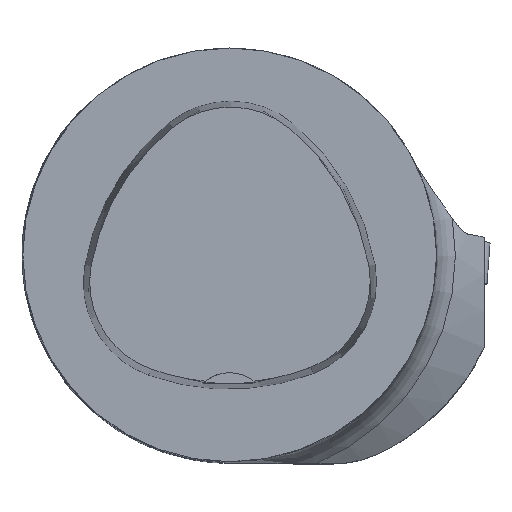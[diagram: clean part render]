
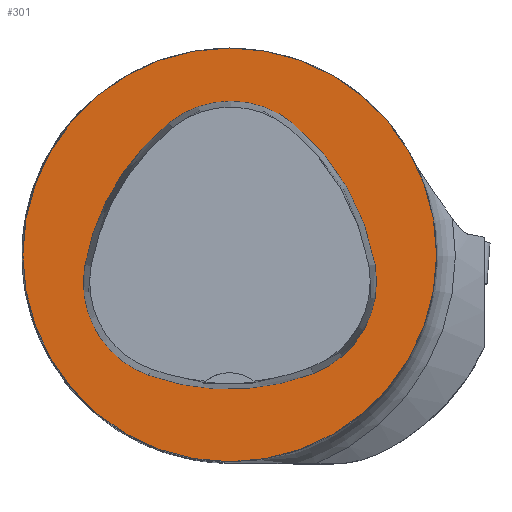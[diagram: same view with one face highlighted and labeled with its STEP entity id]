
A CAD part, top view. The second image highlights one B-rep face of the part: STEP entity #301.
In plain terms, the highlighted planar face has unit normal (0, 0, 1).
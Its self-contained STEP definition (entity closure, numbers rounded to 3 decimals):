
#140=PLANE('',#1812);
#301=ADVANCED_FACE('',(#365,#366),#140,.T.);
#365=FACE_BOUND('',#441,.T.);
#366=FACE_BOUND('',#442,.T.);
#441=EDGE_LOOP('',(#1080,#1081,#1082,#1083,#1084,#1085));
#442=EDGE_LOOP('',(#1086));
#1080=ORIENTED_EDGE('',*,*,#1505,.T.);
#1081=ORIENTED_EDGE('',*,*,#1485,.T.);
#1082=ORIENTED_EDGE('',*,*,#1489,.T.);
#1083=ORIENTED_EDGE('',*,*,#1492,.T.);
#1084=ORIENTED_EDGE('',*,*,#1495,.T.);
#1085=ORIENTED_EDGE('',*,*,#1503,.T.);
#1086=ORIENTED_EDGE('',*,*,#1337,.F.);
#1191=VERTEX_POINT('',#2375);
#1289=VERTEX_POINT('',#2788);
#1290=VERTEX_POINT('',#2789);
#1293=VERTEX_POINT('',#2797);
#1295=VERTEX_POINT('',#2803);
#1297=VERTEX_POINT('',#2809);
#1304=VERTEX_POINT('',#2830);
#1337=EDGE_CURVE('',#1191,#1191,#1544,.T.);
#1485=EDGE_CURVE('',#1289,#1290,#1574,.T.);
#1489=EDGE_CURVE('',#1290,#1293,#1576,.T.);
#1492=EDGE_CURVE('',#1293,#1295,#1578,.T.);
#1495=EDGE_CURVE('',#1295,#1297,#1580,.T.);
#1503=EDGE_CURVE('',#1297,#1304,#1584,.T.);
#1505=EDGE_CURVE('',#1304,#1289,#1586,.T.);
#1544=CIRCLE('',#1681,31.5);
#1574=CIRCLE('',#1790,36.);
#1576=CIRCLE('',#1793,15.);
#1578=CIRCLE('',#1796,36.);
#1580=CIRCLE('',#1799,15.);
#1584=CIRCLE('',#1804,36.);
#1586=CIRCLE('',#1807,15.);
#1681=AXIS2_PLACEMENT_3D('',#2374,#1884,#1885);
#1790=AXIS2_PLACEMENT_3D('',#2787,#2169,#2170);
#1793=AXIS2_PLACEMENT_3D('',#2796,#2177,#2178);
#1796=AXIS2_PLACEMENT_3D('',#2802,#2184,#2185);
#1799=AXIS2_PLACEMENT_3D('',#2808,#2191,#2192);
#1804=AXIS2_PLACEMENT_3D('',#2831,#2203,#2204);
#1807=AXIS2_PLACEMENT_3D('',#2834,#2209,#2210);
#1812=AXIS2_PLACEMENT_3D('',#2839,#2219,#2220);
#1884=DIRECTION('',(0.,0.,-1.));
#1885=DIRECTION('',(-1.,0.,0.));
#2169=DIRECTION('',(0.,0.,-1.));
#2170=DIRECTION('',(-1.,0.,0.));
#2177=DIRECTION('',(0.,0.,-1.));
#2178=DIRECTION('',(-1.,0.,0.));
#2184=DIRECTION('',(0.,0.,-1.));
#2185=DIRECTION('',(-1.,0.,0.));
#2191=DIRECTION('',(0.,0.,-1.));
#2192=DIRECTION('',(-1.,0.,0.));
#2203=DIRECTION('',(0.,0.,-1.));
#2204=DIRECTION('',(-1.,0.,0.));
#2209=DIRECTION('',(0.,0.,-1.));
#2210=DIRECTION('',(-1.,0.,0.));
#2219=DIRECTION('',(0.,0.,1.));
#2220=DIRECTION('',(1.,0.,0.));
#2374=CARTESIAN_POINT('',(0.,0.,0.));
#2375=CARTESIAN_POINT('',(-31.5,0.,0.));
#2787=CARTESIAN_POINT('',(13.398,-7.893,0.));
#2788=CARTESIAN_POINT('',(-22.041,-1.562,0.));
#2789=CARTESIAN_POINT('',(-9.317,20.036,0.));
#2796=CARTESIAN_POINT('',(0.148,8.399,0.));
#2797=CARTESIAN_POINT('',(9.779,19.898,0.));
#2802=CARTESIAN_POINT('',(-13.337,-7.7,0.));
#2803=CARTESIAN_POINT('',(22.122,-1.48,0.));
#2808=CARTESIAN_POINT('',(7.347,-4.071,0.));
#2809=CARTESIAN_POINT('',(12.693,-18.087,0.));
#2830=CARTESIAN_POINT('',(-12.373,-18.307,0.));
#2831=CARTESIAN_POINT('',(-0.137,15.55,0.));
#2834=CARTESIAN_POINT('',(-7.275,-4.2,0.));
#2839=CARTESIAN_POINT('',(0.,0.,0.));
